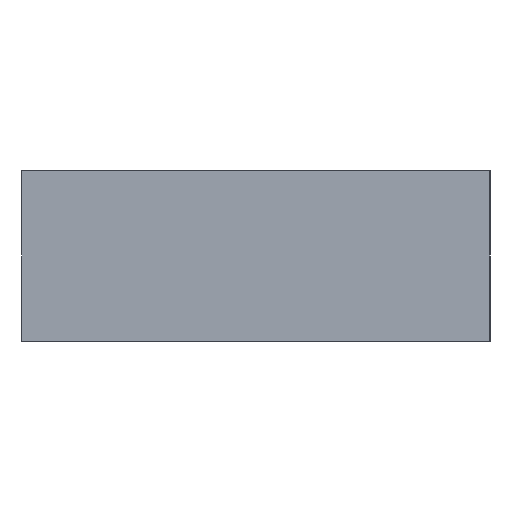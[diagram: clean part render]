
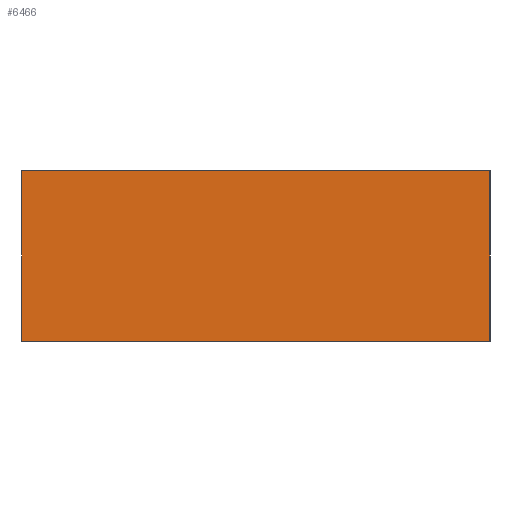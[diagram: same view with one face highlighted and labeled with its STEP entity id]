
A CAD part, left-side view. The second image highlights one B-rep face of the part: STEP entity #6466.
In plain terms, the highlighted planar face has unit normal (-1, 0, 0).
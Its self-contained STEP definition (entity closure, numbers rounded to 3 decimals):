
#914=ORIENTED_EDGE('',*,*,#2357,.F.);
#915=ORIENTED_EDGE('',*,*,#2358,.F.);
#916=ORIENTED_EDGE('',*,*,#2295,.T.);
#917=ORIENTED_EDGE('',*,*,#2359,.T.);
#2295=EDGE_CURVE('',#3020,#3018,#3658,.T.);
#2357=EDGE_CURVE('',#3076,#3077,#3697,.T.);
#2358=EDGE_CURVE('',#3020,#3076,#3698,.T.);
#2359=EDGE_CURVE('',#3018,#3077,#3699,.T.);
#3018=VERTEX_POINT('',#10615);
#3020=VERTEX_POINT('',#10618);
#3076=VERTEX_POINT('',#10856);
#3077=VERTEX_POINT('',#10857);
#3658=LINE('',#10617,#3862);
#3697=LINE('',#10855,#3901);
#3698=LINE('',#10858,#3902);
#3699=LINE('',#10859,#3903);
#3862=VECTOR('',#8126,1000.);
#3901=VECTOR('',#8195,1000.);
#3902=VECTOR('',#8196,1000.);
#3903=VECTOR('',#8197,1000.);
#4052=EDGE_LOOP('',(#914,#915,#916,#917));
#5112=FACE_BOUND('',#4052,.T.);
#6157=PLANE('',#7060);
#6466=ADVANCED_FACE('',(#5112),#6157,.F.);
#7060=AXIS2_PLACEMENT_3D('',#10854,#8193,#8194);
#8126=DIRECTION('',(0.,0.,-1.));
#8193=DIRECTION('',(1.,0.,0.));
#8194=DIRECTION('',(0.,0.,-1.));
#8195=DIRECTION('',(0.,0.,-1.));
#8196=DIRECTION('',(0.,-1.,0.));
#8197=DIRECTION('',(0.,-1.,0.));
#10615=CARTESIAN_POINT('',(-52.5,37.5,0.));
#10617=CARTESIAN_POINT('',(-52.5,37.5,15.));
#10618=CARTESIAN_POINT('',(-52.5,37.5,27.4));
#10854=CARTESIAN_POINT('',(-52.5,37.5,15.));
#10855=CARTESIAN_POINT('',(-52.5,-37.5,15.));
#10856=CARTESIAN_POINT('',(-52.5,-37.5,27.4));
#10857=CARTESIAN_POINT('',(-52.5,-37.5,0.));
#10858=CARTESIAN_POINT('',(-52.5,37.5,27.4));
#10859=CARTESIAN_POINT('',(-52.5,37.5,0.));
